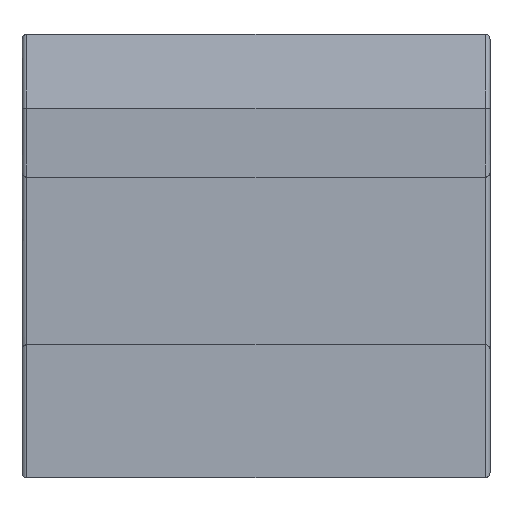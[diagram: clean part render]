
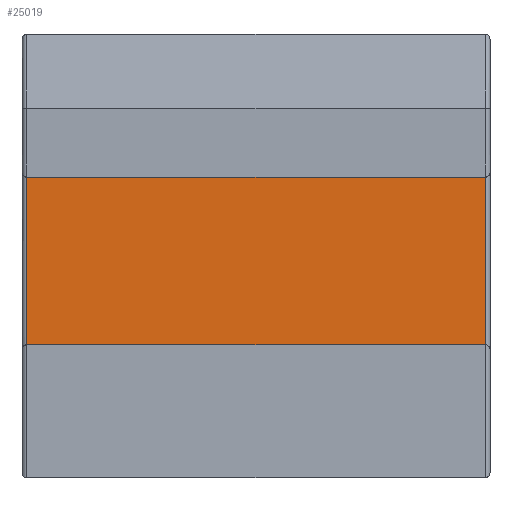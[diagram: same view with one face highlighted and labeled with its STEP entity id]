
A CAD part, front view. The second image highlights one B-rep face of the part: STEP entity #25019.
In plain terms, the highlighted planar face has unit normal (0, -1, 0).
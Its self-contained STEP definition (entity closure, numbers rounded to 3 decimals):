
#721 = EDGE_LOOP ( 'NONE', ( #20124, #20073, #19920, #19830 ) ) ;
#1119 = CARTESIAN_POINT ( 'NONE',  ( -46.5, -25.5, -18. ) ) ;
#1672 = EDGE_CURVE ( 'NONE', #24484, #2727, #17236, .T. ) ;
#2367 = DIRECTION ( 'NONE',  ( 0., 0., 1. ) ) ;
#2727 = VERTEX_POINT ( 'NONE', #16105 ) ;
#3510 = VECTOR ( 'NONE', #9781, 1000. ) ;
#4087 = FACE_OUTER_BOUND ( 'NONE', #721, .T. ) ;
#6191 = VERTEX_POINT ( 'NONE', #1119 ) ;
#6532 = DIRECTION ( 'NONE',  ( 0., 0., 1. ) ) ;
#6707 = CARTESIAN_POINT ( 'NONE',  ( 46.5, -25.5, 16. ) ) ;
#8458 = VECTOR ( 'NONE', #13391, 1000. ) ;
#8954 = LINE ( 'NONE', #24136, #3510 ) ;
#9445 = VECTOR ( 'NONE', #25740, 1000. ) ;
#9781 = DIRECTION ( 'NONE',  ( -1., 0., 0. ) ) ;
#12579 = VECTOR ( 'NONE', #6532, 1000. ) ;
#13391 = DIRECTION ( 'NONE',  ( -1., 0., 0. ) ) ;
#13418 = CARTESIAN_POINT ( 'NONE',  ( -46.5, -25.5, -18. ) ) ;
#13897 = LINE ( 'NONE', #25716, #8458 ) ;
#14263 = LINE ( 'NONE', #13418, #9445 ) ;
#14617 = DIRECTION ( 'NONE',  ( 0., 1., 0. ) ) ;
#14837 = CARTESIAN_POINT ( 'NONE',  ( -46.5, -25.5, 16. ) ) ;
#16043 = CARTESIAN_POINT ( 'NONE',  ( 46.5, -25.5, -18. ) ) ;
#16105 = CARTESIAN_POINT ( 'NONE',  ( 46.5, -25.5, 16. ) ) ;
#17236 = LINE ( 'NONE', #6707, #12579 ) ;
#18407 = AXIS2_PLACEMENT_3D ( 'NONE', #20628, #14617, #2367 ) ;
#19830 = ORIENTED_EDGE ( 'NONE', *, *, #1672, .T. ) ;
#19920 = ORIENTED_EDGE ( 'NONE', *, *, #26420, .F. ) ;
#20073 = ORIENTED_EDGE ( 'NONE', *, *, #25898, .T. ) ;
#20124 = ORIENTED_EDGE ( 'NONE', *, *, #23932, .T. ) ;
#20628 = CARTESIAN_POINT ( 'NONE',  ( 47.5, -25.5, -18. ) ) ;
#22745 = PLANE ( 'NONE',  #18407 ) ;
#23273 = VERTEX_POINT ( 'NONE', #14837 ) ;
#23932 = EDGE_CURVE ( 'NONE', #2727, #23273, #8954, .T. ) ;
#24136 = CARTESIAN_POINT ( 'NONE',  ( 47.5, -25.5, 16. ) ) ;
#24484 = VERTEX_POINT ( 'NONE', #16043 ) ;
#25019 = ADVANCED_FACE ( 'NONE', ( #4087 ), #22745, .F. ) ;
#25716 = CARTESIAN_POINT ( 'NONE',  ( 47.5, -25.5, -18. ) ) ;
#25740 = DIRECTION ( 'NONE',  ( 0., 0., -1. ) ) ;
#25898 = EDGE_CURVE ( 'NONE', #23273, #6191, #14263, .T. ) ;
#26420 = EDGE_CURVE ( 'NONE', #24484, #6191, #13897, .T. ) ;
